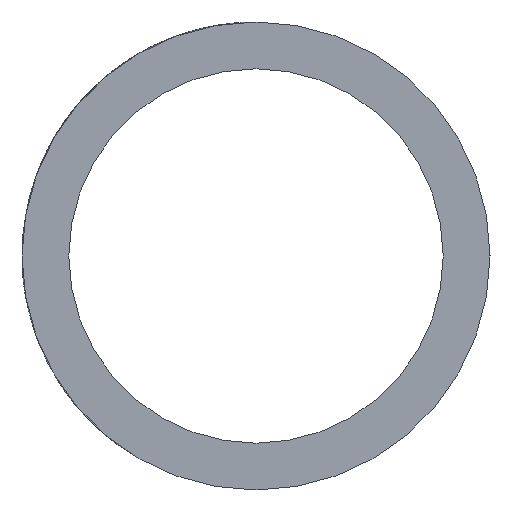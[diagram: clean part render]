
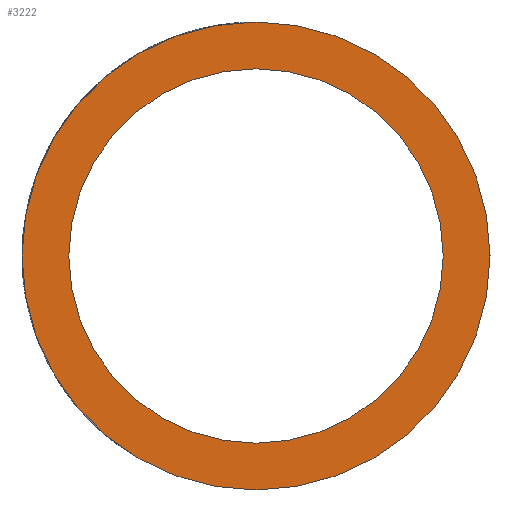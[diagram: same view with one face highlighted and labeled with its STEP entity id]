
A CAD part, left-side view. The second image highlights one B-rep face of the part: STEP entity #3222.
In plain terms, the highlighted planar face has unit normal (-1, 0, 0).
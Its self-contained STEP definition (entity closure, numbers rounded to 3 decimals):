
#229 = EDGE_CURVE ( 'NONE', #1308, #3029, #651, .T. ) ;
#364 = DIRECTION ( 'NONE',  ( 1., 0., 0. ) ) ;
#404 = DIRECTION ( 'NONE',  ( 0., 0., -1. ) ) ;
#472 = ORIENTED_EDGE ( 'NONE', *, *, #5929, .F. ) ;
#488 = DIRECTION ( 'NONE',  ( 0., 0., -1. ) ) ;
#651 = CIRCLE ( 'NONE', #2107, 4. ) ;
#721 = ORIENTED_EDGE ( 'NONE', *, *, #1796, .F. ) ;
#921 = PLANE ( 'NONE',  #6264 ) ;
#996 = EDGE_CURVE ( 'NONE', #3029, #1308, #2520, .T. ) ;
#1308 = VERTEX_POINT ( 'NONE', #6419 ) ;
#1347 = FACE_OUTER_BOUND ( 'NONE', #2435, .T. ) ;
#1390 = CARTESIAN_POINT ( 'NONE',  ( 0., 0., 0. ) ) ;
#1405 = CIRCLE ( 'NONE', #5452, 5. ) ;
#1796 = EDGE_CURVE ( 'NONE', #5728, #2154, #5131, .T. ) ;
#1807 = AXIS2_PLACEMENT_3D ( 'NONE', #1390, #3369, #404 ) ;
#1855 = DIRECTION ( 'NONE',  ( 0., 0., -1. ) ) ;
#1867 = ORIENTED_EDGE ( 'NONE', *, *, #229, .T. ) ;
#1899 = CARTESIAN_POINT ( 'NONE',  ( 0., 0., 0. ) ) ;
#1961 = FACE_BOUND ( 'NONE', #3690, .T. ) ;
#2107 = AXIS2_PLACEMENT_3D ( 'NONE', #6356, #2814, #3887 ) ;
#2154 = VERTEX_POINT ( 'NONE', #2718 ) ;
#2435 = EDGE_LOOP ( 'NONE', ( #472, #721 ) ) ;
#2520 = CIRCLE ( 'NONE', #5019, 4. ) ;
#2718 = CARTESIAN_POINT ( 'NONE',  ( 0., 0., 5. ) ) ;
#2814 = DIRECTION ( 'NONE',  ( 1., 0., 0. ) ) ;
#3029 = VERTEX_POINT ( 'NONE', #5365 ) ;
#3222 = ADVANCED_FACE ( 'NONE', ( #1961, #1347 ), #921, .F. ) ;
#3263 = DIRECTION ( 'NONE',  ( 1., 0., 0. ) ) ;
#3369 = DIRECTION ( 'NONE',  ( 1., 0., 0. ) ) ;
#3690 = EDGE_LOOP ( 'NONE', ( #1867, #3803 ) ) ;
#3803 = ORIENTED_EDGE ( 'NONE', *, *, #996, .T. ) ;
#3887 = DIRECTION ( 'NONE',  ( 0., 0., -1. ) ) ;
#4325 = CARTESIAN_POINT ( 'NONE',  ( 0., 0., -5. ) ) ;
#4750 = CARTESIAN_POINT ( 'NONE',  ( 0., 0., 0. ) ) ;
#5019 = AXIS2_PLACEMENT_3D ( 'NONE', #5732, #3263, #488 ) ;
#5131 = CIRCLE ( 'NONE', #1807, 5. ) ;
#5365 = CARTESIAN_POINT ( 'NONE',  ( 0., 0., -4. ) ) ;
#5452 = AXIS2_PLACEMENT_3D ( 'NONE', #4750, #6369, #1855 ) ;
#5728 = VERTEX_POINT ( 'NONE', #4325 ) ;
#5732 = CARTESIAN_POINT ( 'NONE',  ( 0., 0., 0. ) ) ;
#5897 = DIRECTION ( 'NONE',  ( 0., 0., -1. ) ) ;
#5929 = EDGE_CURVE ( 'NONE', #2154, #5728, #1405, .T. ) ;
#6264 = AXIS2_PLACEMENT_3D ( 'NONE', #1899, #364, #5897 ) ;
#6356 = CARTESIAN_POINT ( 'NONE',  ( 0., 0., 0. ) ) ;
#6369 = DIRECTION ( 'NONE',  ( 1., 0., 0. ) ) ;
#6419 = CARTESIAN_POINT ( 'NONE',  ( 0., 0., 4. ) ) ;
